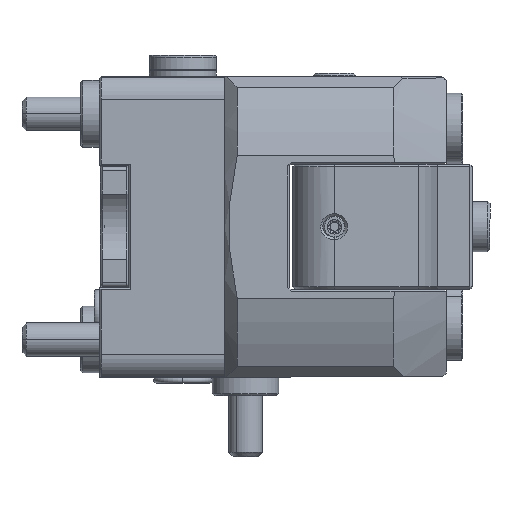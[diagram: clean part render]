
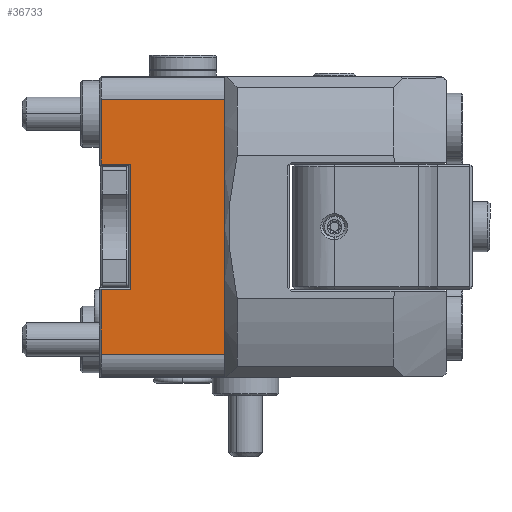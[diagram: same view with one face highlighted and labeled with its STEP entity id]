
A CAD part, left-side view. The second image highlights one B-rep face of the part: STEP entity #36733.
In plain terms, the highlighted planar face has unit normal (-1, 0, 0).
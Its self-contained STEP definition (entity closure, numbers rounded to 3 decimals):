
#1233 = VERTEX_POINT ( 'NONE', #109361 ) ;
#1466 = ORIENTED_EDGE ( 'NONE', *, *, #16659, .T. ) ;
#2654 = VECTOR ( 'NONE', #30331, 1000. ) ;
#4070 = VERTEX_POINT ( 'NONE', #33630 ) ;
#7768 = VECTOR ( 'NONE', #49770, 1000. ) ;
#9466 = ORIENTED_EDGE ( 'NONE', *, *, #46227, .T. ) ;
#11409 = DIRECTION ( 'NONE',  ( 0., 0., -1. ) ) ;
#11430 = EDGE_CURVE ( 'NONE', #16631, #54088, #117104, .T. ) ;
#16631 = VERTEX_POINT ( 'NONE', #33070 ) ;
#16659 = EDGE_CURVE ( 'NONE', #136244, #133665, #76825, .T. ) ;
#23531 = ORIENTED_EDGE ( 'NONE', *, *, #63243, .F. ) ;
#29309 = DIRECTION ( 'NONE',  ( 0., 0., -1. ) ) ;
#30331 = DIRECTION ( 'NONE',  ( 0., -1., 0. ) ) ;
#33070 = CARTESIAN_POINT ( 'NONE',  ( -26., -0.225, -15.268 ) ) ;
#33630 = CARTESIAN_POINT ( 'NONE',  ( -26., -3.725, 7.5 ) ) ;
#33704 = CARTESIAN_POINT ( 'NONE',  ( -26., -0.225, 15.268 ) ) ;
#34375 = LINE ( 'NONE', #68781, #80304 ) ;
#35207 = VERTEX_POINT ( 'NONE', #33704 ) ;
#36733 = ADVANCED_FACE ( 'NONE', ( #121065 ), #57242, .F. ) ;
#37065 = CARTESIAN_POINT ( 'NONE',  ( -26., -3.725, -7.5 ) ) ;
#41264 = ORIENTED_EDGE ( 'NONE', *, *, #11430, .T. ) ;
#46227 = EDGE_CURVE ( 'NONE', #1233, #4070, #82611, .T. ) ;
#46435 = DIRECTION ( 'NONE',  ( 0., 1., 0. ) ) ;
#47008 = EDGE_CURVE ( 'NONE', #53605, #35207, #136692, .T. ) ;
#48697 = EDGE_LOOP ( 'NONE', ( #1466, #84822, #41264, #23531, #84859, #108673, #9466, #106102 ) ) ;
#49770 = DIRECTION ( 'NONE',  ( 0., 1., 0. ) ) ;
#53605 = VERTEX_POINT ( 'NONE', #93825 ) ;
#54088 = VERTEX_POINT ( 'NONE', #132379 ) ;
#56917 = LINE ( 'NONE', #100677, #57794 ) ;
#57242 = PLANE ( 'NONE',  #75115 ) ;
#57794 = VECTOR ( 'NONE', #135178, 1000. ) ;
#63243 = EDGE_CURVE ( 'NONE', #53605, #54088, #67372, .T. ) ;
#66113 = VECTOR ( 'NONE', #129904, 1000. ) ;
#66580 = DIRECTION ( 'NONE',  ( 1., 0., 0. ) ) ;
#67372 = LINE ( 'NONE', #97583, #115410 ) ;
#68781 = CARTESIAN_POINT ( 'NONE',  ( -26., -0.225, 18. ) ) ;
#75115 = AXIS2_PLACEMENT_3D ( 'NONE', #111039, #66580, #46435 ) ;
#75562 = EDGE_CURVE ( 'NONE', #35207, #1233, #34375, .T. ) ;
#76608 = VECTOR ( 'NONE', #99054, 1000. ) ;
#76825 = LINE ( 'NONE', #120537, #76608 ) ;
#80304 = VECTOR ( 'NONE', #11409, 1000. ) ;
#82611 = LINE ( 'NONE', #126337, #66113 ) ;
#84822 = ORIENTED_EDGE ( 'NONE', *, *, #104778, .T. ) ;
#84859 = ORIENTED_EDGE ( 'NONE', *, *, #47008, .T. ) ;
#92835 = CARTESIAN_POINT ( 'NONE',  ( -26., 0., 15.268 ) ) ;
#93825 = CARTESIAN_POINT ( 'NONE',  ( -26., -15., 15.268 ) ) ;
#96057 = CARTESIAN_POINT ( 'NONE',  ( -26., -3.725, 18. ) ) ;
#96728 = CARTESIAN_POINT ( 'NONE',  ( -26., -0.225, -7.5 ) ) ;
#97583 = CARTESIAN_POINT ( 'NONE',  ( -26., -15., 18. ) ) ;
#99054 = DIRECTION ( 'NONE',  ( 0., 1., 0. ) ) ;
#99677 = EDGE_CURVE ( 'NONE', #4070, #136244, #140563, .T. ) ;
#100677 = CARTESIAN_POINT ( 'NONE',  ( -26., -0.225, 18. ) ) ;
#104778 = EDGE_CURVE ( 'NONE', #133665, #16631, #56917, .T. ) ;
#106102 = ORIENTED_EDGE ( 'NONE', *, *, #99677, .T. ) ;
#108673 = ORIENTED_EDGE ( 'NONE', *, *, #75562, .T. ) ;
#109361 = CARTESIAN_POINT ( 'NONE',  ( -26., -0.225, 7.5 ) ) ;
#111039 = CARTESIAN_POINT ( 'NONE',  ( -26., 0., 18. ) ) ;
#115410 = VECTOR ( 'NONE', #142115, 1000. ) ;
#117104 = LINE ( 'NONE', #138786, #2654 ) ;
#120537 = CARTESIAN_POINT ( 'NONE',  ( -26., 0., -7.5 ) ) ;
#121065 = FACE_OUTER_BOUND ( 'NONE', #48697, .T. ) ;
#126337 = CARTESIAN_POINT ( 'NONE',  ( -26., 0., 7.5 ) ) ;
#129904 = DIRECTION ( 'NONE',  ( 0., -1., 0. ) ) ;
#132379 = CARTESIAN_POINT ( 'NONE',  ( -26., -15., -15.268 ) ) ;
#133665 = VERTEX_POINT ( 'NONE', #96728 ) ;
#135178 = DIRECTION ( 'NONE',  ( 0., 0., -1. ) ) ;
#136244 = VERTEX_POINT ( 'NONE', #37065 ) ;
#136692 = LINE ( 'NONE', #92835, #7768 ) ;
#138786 = CARTESIAN_POINT ( 'NONE',  ( -26., -15., -15.268 ) ) ;
#140563 = LINE ( 'NONE', #96057, #141488 ) ;
#141488 = VECTOR ( 'NONE', #29309, 1000. ) ;
#142115 = DIRECTION ( 'NONE',  ( 0., 0., -1. ) ) ;
